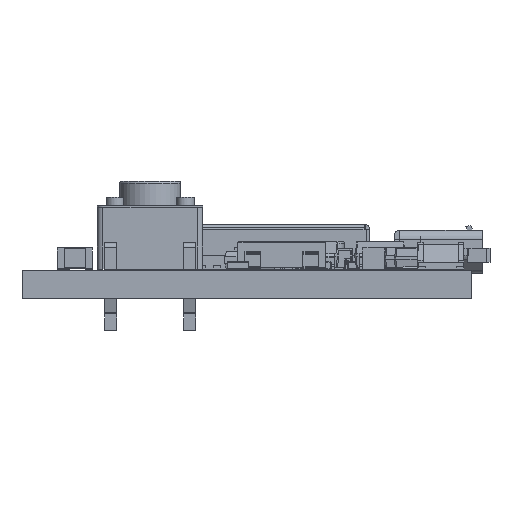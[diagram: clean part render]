
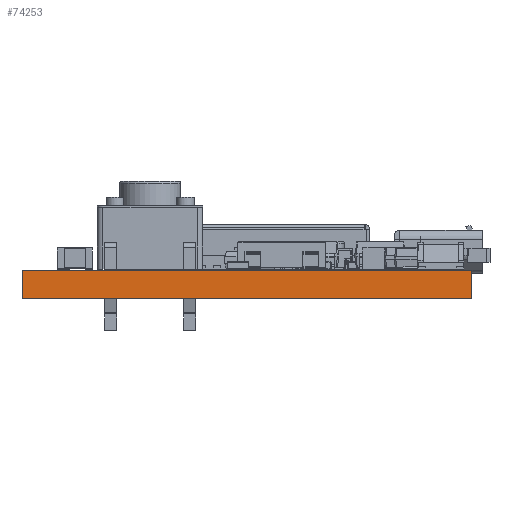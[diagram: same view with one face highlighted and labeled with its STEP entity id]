
A CAD part, left-side view. The second image highlights one B-rep face of the part: STEP entity #74253.
In plain terms, the highlighted planar face has unit normal (-1, 0, 0).
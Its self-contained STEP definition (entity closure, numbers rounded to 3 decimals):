
#74197 = VERTEX_POINT('',#74198);
#74198 = CARTESIAN_POINT('',(-42.,-12.8,1.6));
#74204 = EDGE_CURVE('',#74205,#74197,#74207,.T.);
#74205 = VERTEX_POINT('',#74206);
#74206 = CARTESIAN_POINT('',(-42.,-12.8,0.));
#74207 = LINE('',#74208,#74209);
#74208 = CARTESIAN_POINT('',(-42.,-12.8,0.));
#74209 = VECTOR('',#74210,1.);
#74210 = DIRECTION('',(0.,0.,1.));
#74253 = ADVANCED_FACE('',(#74254),#74279,.T.);
#74254 = FACE_BOUND('',#74255,.T.);
#74255 = EDGE_LOOP('',(#74256,#74257,#74265,#74273));
#74256 = ORIENTED_EDGE('',*,*,#74204,.T.);
#74257 = ORIENTED_EDGE('',*,*,#74258,.T.);
#74258 = EDGE_CURVE('',#74197,#74259,#74261,.T.);
#74259 = VERTEX_POINT('',#74260);
#74260 = CARTESIAN_POINT('',(-42.,12.8,1.6));
#74261 = LINE('',#74262,#74263);
#74262 = CARTESIAN_POINT('',(-42.,-12.8,1.6));
#74263 = VECTOR('',#74264,1.);
#74264 = DIRECTION('',(0.,1.,0.));
#74265 = ORIENTED_EDGE('',*,*,#74266,.F.);
#74266 = EDGE_CURVE('',#74267,#74259,#74269,.T.);
#74267 = VERTEX_POINT('',#74268);
#74268 = CARTESIAN_POINT('',(-42.,12.8,0.));
#74269 = LINE('',#74270,#74271);
#74270 = CARTESIAN_POINT('',(-42.,12.8,0.));
#74271 = VECTOR('',#74272,1.);
#74272 = DIRECTION('',(0.,0.,1.));
#74273 = ORIENTED_EDGE('',*,*,#74274,.F.);
#74274 = EDGE_CURVE('',#74205,#74267,#74275,.T.);
#74275 = LINE('',#74276,#74277);
#74276 = CARTESIAN_POINT('',(-42.,-12.8,0.));
#74277 = VECTOR('',#74278,1.);
#74278 = DIRECTION('',(0.,1.,0.));
#74279 = PLANE('',#74280);
#74280 = AXIS2_PLACEMENT_3D('',#74281,#74282,#74283);
#74281 = CARTESIAN_POINT('',(-42.,-12.8,0.));
#74282 = DIRECTION('',(-1.,0.,0.));
#74283 = DIRECTION('',(0.,1.,0.));
